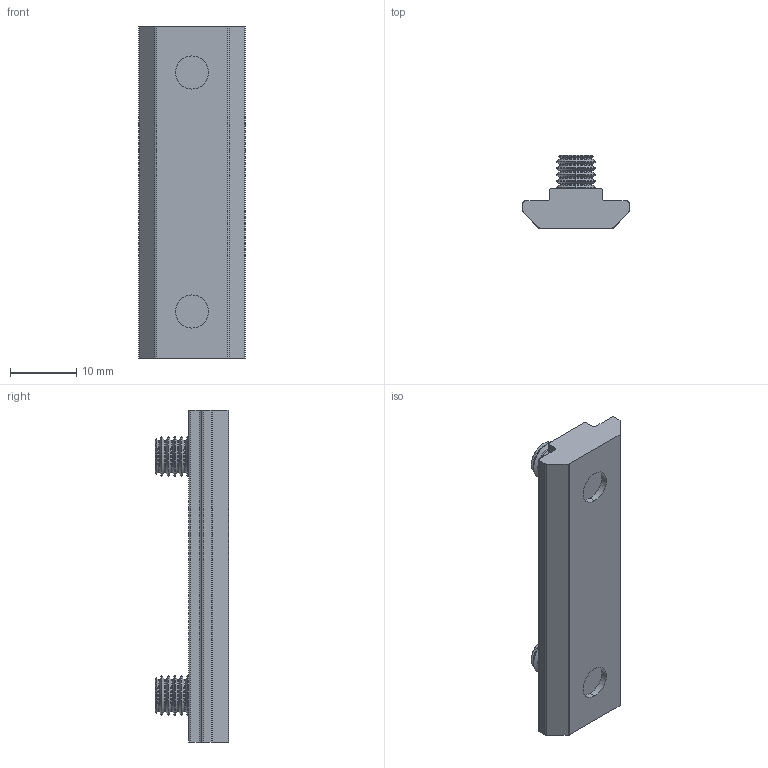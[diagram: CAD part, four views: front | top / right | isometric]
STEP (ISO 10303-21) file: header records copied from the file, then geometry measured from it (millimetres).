
FILE_DESCRIPTION (( 'STEP AP203' ), '1' );
FILE_NAME ('482518427_c_1.STEP', '2023-01-18T05:22:39', ( '' ), ( '' ), 'SwSTEP 2.0', 'SolidWorks 2014', '' );
FILE_SCHEMA (( 'CONFIG_CONTROL_DESIGN' ));
Length unit declared in the file: millimetre
Products named in the file (3): 482518427_c_1; 4din913m610_Standard; 096010s04_Standard
Assembly tree (3 placements, depth 2):
  482518427_c_1
    096010s04_Standard
    4din913m610_Standard  x2
Bounding box: 16 x 11 x 50 mm (x, y, z)
Volume: 3876.3 mm3; surface area: 2985.3 mm2
Topology: 3 solids, 3 shells, 264 faces, 592 edges, 332 vertices
Faces by surface type: cone 94, torus 80, cylinder 50, plane 40
Entity records: 4406 total; most frequent: DIRECTION 829, CARTESIAN_POINT 671, ORIENTED_EDGE 660, AXIS2_PLACEMENT_3D 348, EDGE_CURVE 330, CIRCLE 197, VERTEX_POINT 190, EDGE_LOOP 150
